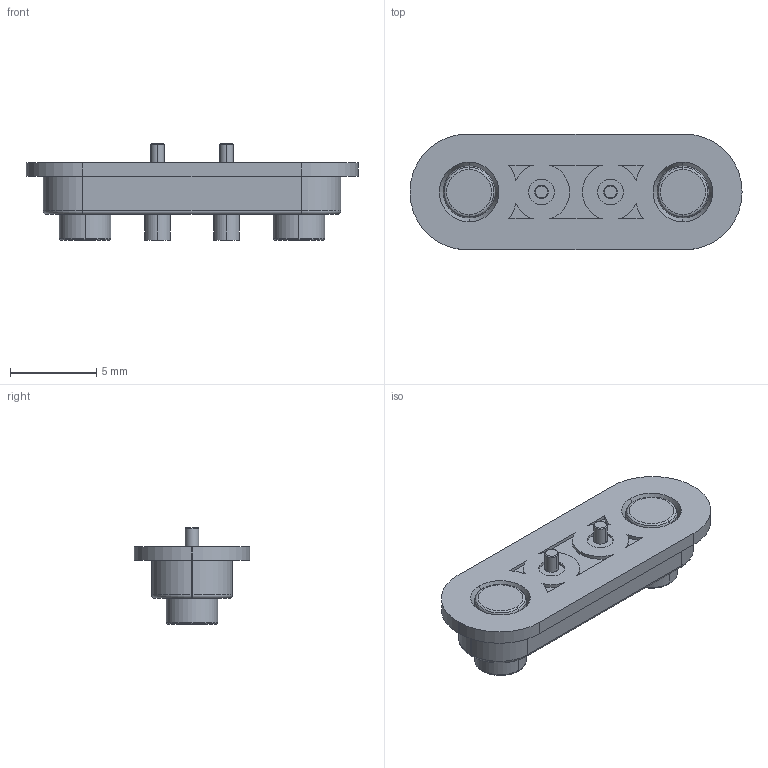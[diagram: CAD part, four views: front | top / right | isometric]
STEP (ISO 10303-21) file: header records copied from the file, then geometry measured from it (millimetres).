
FILE_DESCRIPTION (( 'STEP AP203' ), '1' );
FILE_NAME ('686-L0222211010.STEP', '2023-02-14T13:05:45', ( 'Magnum' ), ( '' ), 'SwSTEP 2.0', 'SolidWorks 2020', '' );
FILE_SCHEMA (( 'CONFIG_CONTROL_DESIGN' ));
Length unit declared in the file: millimetre
Products named in the file (1): 686-L0222211010
Bounding box: 19.25 x 6.7 x 5.6 mm (x, y, z)
Volume: 287 mm3; surface area: 471.1 mm2
Topology: 5 solids, 5 shells, 137 faces, 293 edges, 182 vertices
Faces by surface type: plane 52, cylinder 51, torus 20, cone 12, bspline 2
Entity records: 3898 total; most frequent: CARTESIAN_POINT 743, DIRECTION 707, ORIENTED_EDGE 586, EDGE_CURVE 293, AXIS2_PLACEMENT_3D 282, VERTEX_POINT 182, EDGE_LOOP 153, CIRCLE 146
